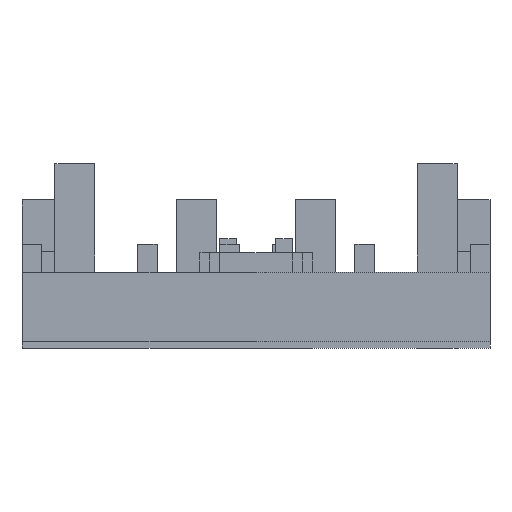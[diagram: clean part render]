
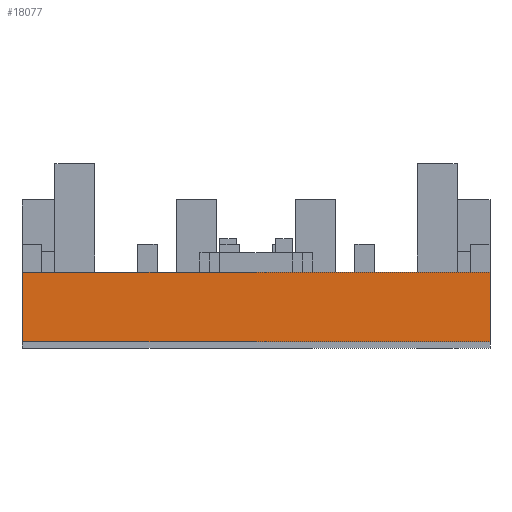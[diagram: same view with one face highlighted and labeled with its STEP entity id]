
A CAD part, front view. The second image highlights one B-rep face of the part: STEP entity #18077.
In plain terms, the highlighted planar face has unit normal (0, -1, 0).
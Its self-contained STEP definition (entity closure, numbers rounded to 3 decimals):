
#15414 = VERTEX_POINT('',#15415);
#15415 = CARTESIAN_POINT('',(-35.5,-52.,0.));
#15431 = PLANE('',#15432);
#15432 = AXIS2_PLACEMENT_3D('',#15433,#15434,#15435);
#15433 = CARTESIAN_POINT('',(35.5,-52.,0.));
#15434 = DIRECTION('',(0.,1.,0.));
#15435 = DIRECTION('',(-1.,0.,0.));
#15502 = PLANE('',#15503);
#15503 = AXIS2_PLACEMENT_3D('',#15504,#15505,#15506);
#15504 = CARTESIAN_POINT('',(-35.5,-50.5,0.));
#15505 = DIRECTION('',(1.,0.,0.));
#15506 = DIRECTION('',(0.,-1.,0.));
#15542 = VERTEX_POINT('',#15543);
#15543 = CARTESIAN_POINT('',(35.5,-52.,0.));
#15580 = PLANE('',#15581);
#15581 = AXIS2_PLACEMENT_3D('',#15582,#15583,#15584);
#15582 = CARTESIAN_POINT('',(35.5,-33.,0.));
#15583 = DIRECTION('',(1.,0.,0.));
#15584 = DIRECTION('',(0.,-1.,0.));
#16662 = EDGE_CURVE('',#15542,#15414,#16663,.T.);
#16663 = SURFACE_CURVE('',#16664,(#16668,#16675),.PCURVE_S1.);
#16664 = LINE('',#16665,#16666);
#16665 = CARTESIAN_POINT('',(35.5,-52.,0.));
#16666 = VECTOR('',#16667,1.);
#16667 = DIRECTION('',(-1.,0.,0.));
#16668 = PCURVE('',#15431,#16669);
#16669 = DEFINITIONAL_REPRESENTATION('',(#16670),#16674);
#16670 = LINE('',#16671,#16672);
#16671 = CARTESIAN_POINT('',(0.,0.));
#16672 = VECTOR('',#16673,1.);
#16673 = DIRECTION('',(1.,0.));
#16674 = ( GEOMETRIC_REPRESENTATION_CONTEXT(2) 
PARAMETRIC_REPRESENTATION_CONTEXT() REPRESENTATION_CONTEXT('2D SPACE',''
  ) );
#16675 = PCURVE('',#16676,#16681);
#16676 = PLANE('',#16677);
#16677 = AXIS2_PLACEMENT_3D('',#16678,#16679,#16680);
#16678 = CARTESIAN_POINT('',(-35.5,-52.,0.));
#16679 = DIRECTION('',(0.,1.,0.));
#16680 = DIRECTION('',(1.,0.,0.));
#16681 = DEFINITIONAL_REPRESENTATION('',(#16682),#16686);
#16682 = LINE('',#16683,#16684);
#16683 = CARTESIAN_POINT('',(71.,0.));
#16684 = VECTOR('',#16685,1.);
#16685 = DIRECTION('',(-1.,0.));
#16686 = ( GEOMETRIC_REPRESENTATION_CONTEXT(2) 
PARAMETRIC_REPRESENTATION_CONTEXT() REPRESENTATION_CONTEXT('2D SPACE',''
  ) );
#16715 = VERTEX_POINT('',#16716);
#16716 = CARTESIAN_POINT('',(-35.5,-52.,10.5));
#16730 = PLANE('',#16731);
#16731 = AXIS2_PLACEMENT_3D('',#16732,#16733,#16734);
#16732 = CARTESIAN_POINT('',(9.791,-45.833,10.5));
#16733 = DIRECTION('',(0.,0.,1.));
#16734 = DIRECTION('',(1.,0.,0.));
#16742 = EDGE_CURVE('',#15414,#16715,#16743,.T.);
#16743 = SURFACE_CURVE('',#16744,(#16748,#16755),.PCURVE_S1.);
#16744 = LINE('',#16745,#16746);
#16745 = CARTESIAN_POINT('',(-35.5,-52.,0.));
#16746 = VECTOR('',#16747,1.);
#16747 = DIRECTION('',(0.,0.,1.));
#16748 = PCURVE('',#15502,#16749);
#16749 = DEFINITIONAL_REPRESENTATION('',(#16750),#16754);
#16750 = LINE('',#16751,#16752);
#16751 = CARTESIAN_POINT('',(1.5,0.));
#16752 = VECTOR('',#16753,1.);
#16753 = DIRECTION('',(0.,-1.));
#16754 = ( GEOMETRIC_REPRESENTATION_CONTEXT(2) 
PARAMETRIC_REPRESENTATION_CONTEXT() REPRESENTATION_CONTEXT('2D SPACE',''
  ) );
#16755 = PCURVE('',#16676,#16756);
#16756 = DEFINITIONAL_REPRESENTATION('',(#16757),#16761);
#16757 = LINE('',#16758,#16759);
#16758 = CARTESIAN_POINT('',(0.,0.));
#16759 = VECTOR('',#16760,1.);
#16760 = DIRECTION('',(0.,-1.));
#16761 = ( GEOMETRIC_REPRESENTATION_CONTEXT(2) 
PARAMETRIC_REPRESENTATION_CONTEXT() REPRESENTATION_CONTEXT('2D SPACE',''
  ) );
#16791 = VERTEX_POINT('',#16792);
#16792 = CARTESIAN_POINT('',(35.5,-52.,10.5));
#16813 = EDGE_CURVE('',#15542,#16791,#16814,.T.);
#16814 = SURFACE_CURVE('',#16815,(#16819,#16826),.PCURVE_S1.);
#16815 = LINE('',#16816,#16817);
#16816 = CARTESIAN_POINT('',(35.5,-52.,0.));
#16817 = VECTOR('',#16818,1.);
#16818 = DIRECTION('',(0.,0.,1.));
#16819 = PCURVE('',#15580,#16820);
#16820 = DEFINITIONAL_REPRESENTATION('',(#16821),#16825);
#16821 = LINE('',#16822,#16823);
#16822 = CARTESIAN_POINT('',(19.,0.));
#16823 = VECTOR('',#16824,1.);
#16824 = DIRECTION('',(0.,-1.));
#16825 = ( GEOMETRIC_REPRESENTATION_CONTEXT(2) 
PARAMETRIC_REPRESENTATION_CONTEXT() REPRESENTATION_CONTEXT('2D SPACE',''
  ) );
#16826 = PCURVE('',#16676,#16827);
#16827 = DEFINITIONAL_REPRESENTATION('',(#16828),#16832);
#16828 = LINE('',#16829,#16830);
#16829 = CARTESIAN_POINT('',(71.,0.));
#16830 = VECTOR('',#16831,1.);
#16831 = DIRECTION('',(0.,-1.));
#16832 = ( GEOMETRIC_REPRESENTATION_CONTEXT(2) 
PARAMETRIC_REPRESENTATION_CONTEXT() REPRESENTATION_CONTEXT('2D SPACE',''
  ) );
#18077 = ADVANCED_FACE('',(#18078),#16676,.F.);
#18078 = FACE_BOUND('',#18079,.F.);
#18079 = EDGE_LOOP('',(#18080,#18081,#18102,#18103));
#18080 = ORIENTED_EDGE('',*,*,#16742,.T.);
#18081 = ORIENTED_EDGE('',*,*,#18082,.T.);
#18082 = EDGE_CURVE('',#16715,#16791,#18083,.T.);
#18083 = SURFACE_CURVE('',#18084,(#18088,#18095),.PCURVE_S1.);
#18084 = LINE('',#18085,#18086);
#18085 = CARTESIAN_POINT('',(-35.5,-52.,10.5));
#18086 = VECTOR('',#18087,1.);
#18087 = DIRECTION('',(1.,0.,0.));
#18088 = PCURVE('',#16676,#18089);
#18089 = DEFINITIONAL_REPRESENTATION('',(#18090),#18094);
#18090 = LINE('',#18091,#18092);
#18091 = CARTESIAN_POINT('',(0.,-10.5));
#18092 = VECTOR('',#18093,1.);
#18093 = DIRECTION('',(1.,0.));
#18094 = ( GEOMETRIC_REPRESENTATION_CONTEXT(2) 
PARAMETRIC_REPRESENTATION_CONTEXT() REPRESENTATION_CONTEXT('2D SPACE',''
  ) );
#18095 = PCURVE('',#16730,#18096);
#18096 = DEFINITIONAL_REPRESENTATION('',(#18097),#18101);
#18097 = LINE('',#18098,#18099);
#18098 = CARTESIAN_POINT('',(-45.291,-6.167));
#18099 = VECTOR('',#18100,1.);
#18100 = DIRECTION('',(1.,0.));
#18101 = ( GEOMETRIC_REPRESENTATION_CONTEXT(2) 
PARAMETRIC_REPRESENTATION_CONTEXT() REPRESENTATION_CONTEXT('2D SPACE',''
  ) );
#18102 = ORIENTED_EDGE('',*,*,#16813,.F.);
#18103 = ORIENTED_EDGE('',*,*,#16662,.T.);
